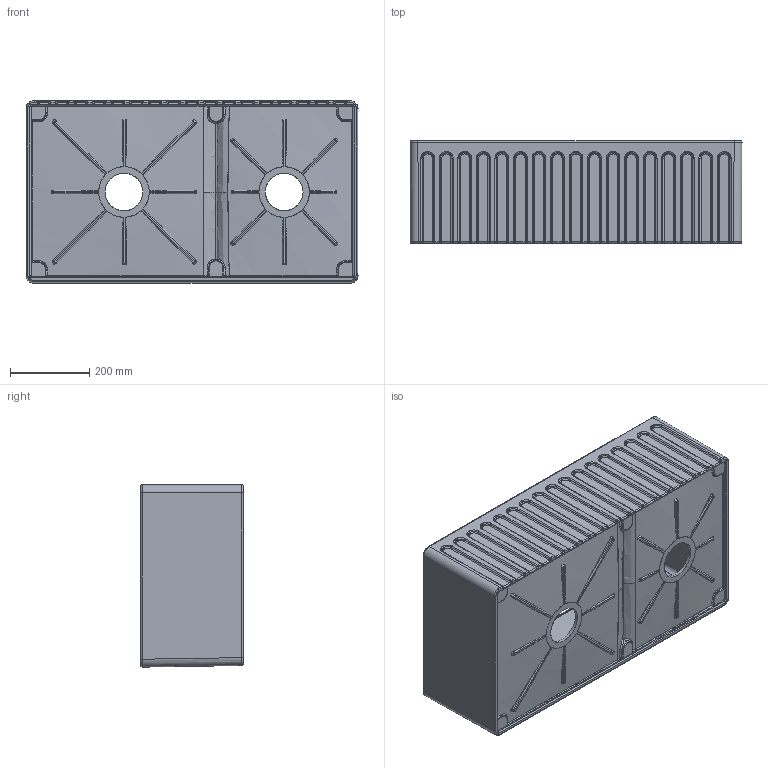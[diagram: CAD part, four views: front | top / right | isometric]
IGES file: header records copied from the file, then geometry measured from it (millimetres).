
Start section: SolidWorks IGES file using analytic representation for surfaces
Global section: file name: 10RV81284-33''x18'' Double Ravena Step Evye.IGS; native system: SolidWorks 2018; preprocessor: SolidWorks 2018; author: DESING05; date: 200331.115108; units: millimetre
Bounding box: 837.97 x 258 x 459.94 mm (x, y, z)
Surface area: 2031545.8 mm2 (no closed solid volume)
Topology: 0 solids, 0 shells, 918 faces, 8566 edges, 8498 vertices
Faces by surface type: bspline 468, revolution 450
